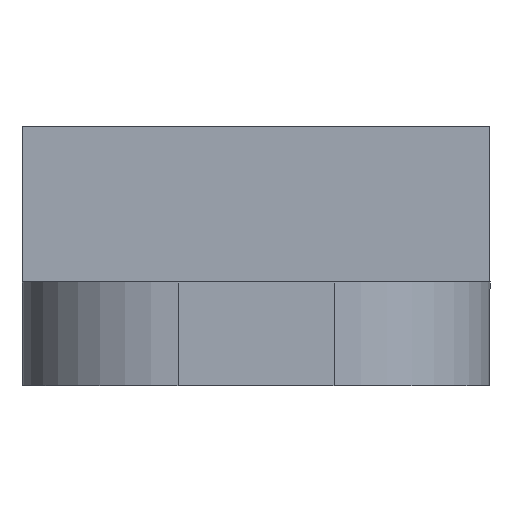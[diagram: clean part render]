
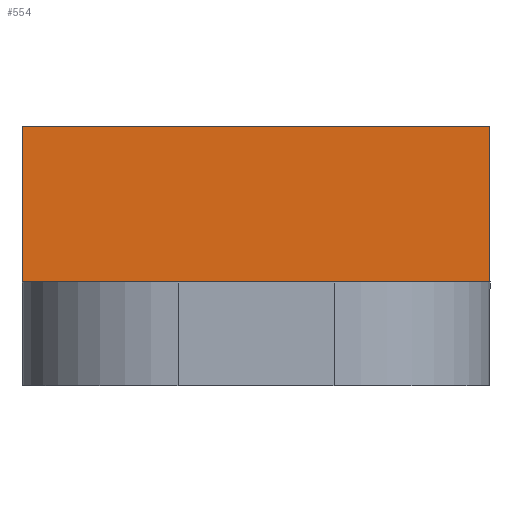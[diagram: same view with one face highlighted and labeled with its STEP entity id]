
A CAD part, left-side view. The second image highlights one B-rep face of the part: STEP entity #554.
In plain terms, the highlighted planar face has unit normal (-1, 0, 0).
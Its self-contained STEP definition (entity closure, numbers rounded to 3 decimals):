
#40=PLANE($,#597);
#66=FACE_OUTER_BOUND($,#98,.T.);
#98=EDGE_LOOP($,(#505,#506,#507,#508));
#106=LINE($,#760,#170);
#126=LINE($,#803,#190);
#146=LINE($,#845,#210);
#166=LINE($,#897,#230);
#170=VECTOR($,#613,3.);
#190=VECTOR($,#639,9.);
#210=VECTOR($,#665,3.);
#230=VECTOR($,#735,9.);
#247=VERTEX_POINT($,#757);
#248=VERTEX_POINT($,#759);
#268=VERTEX_POINT($,#801);
#287=VERTEX_POINT($,#843);
#300=EDGE_CURVE($,#247,#248,#106,.T.);
#322=EDGE_CURVE($,#247,#268,#126,.T.);
#343=EDGE_CURVE($,#268,#287,#146,.T.);
#370=EDGE_CURVE($,#248,#287,#166,.T.);
#505=ORIENTED_EDGE($,*,*,#322,.T.);
#506=ORIENTED_EDGE($,*,*,#343,.T.);
#507=ORIENTED_EDGE($,*,*,#370,.F.);
#508=ORIENTED_EDGE($,*,*,#300,.F.);
#554=ADVANCED_FACE($,(#66),#40,.T.);
#597=AXIS2_PLACEMENT_3D($,#900,#740,#741);
#613=DIRECTION($,(0.,0.,1.));
#639=DIRECTION($,(0.,-1.,0.));
#665=DIRECTION($,(0.,0.,1.));
#735=DIRECTION($,(0.,-1.,0.));
#740=DIRECTION('center_axis',(-1.,0.,0.));
#741=DIRECTION('ref_axis',(0.,-1.,0.));
#757=CARTESIAN_POINT('',(0.,9.,2.));
#759=CARTESIAN_POINT('',(0.,9.,5.));
#760=CARTESIAN_POINT($,(0.,9.,0.));
#801=CARTESIAN_POINT('',(0.,0.,2.));
#803=CARTESIAN_POINT($,(0.,4.5,2.));
#843=CARTESIAN_POINT('',(0.,0.,5.));
#845=CARTESIAN_POINT($,(0.,0.,0.));
#897=CARTESIAN_POINT($,(0.,9.,5.));
#900=CARTESIAN_POINT('Origin',(0.,9.,0.));
